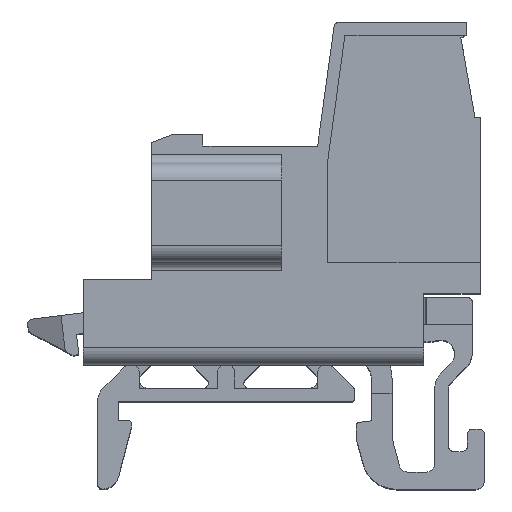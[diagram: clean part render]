
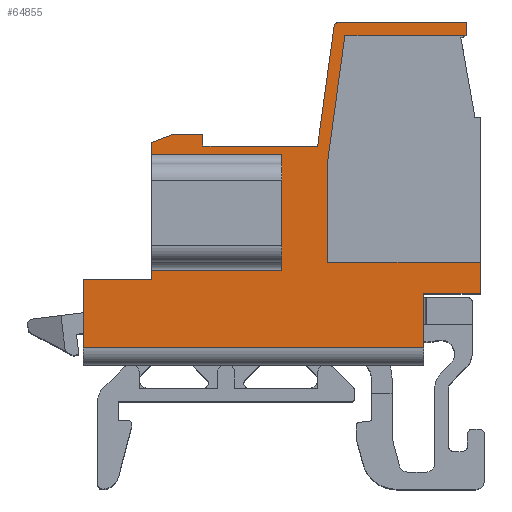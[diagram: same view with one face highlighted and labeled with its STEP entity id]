
A CAD part, top view. The second image highlights one B-rep face of the part: STEP entity #64855.
In plain terms, the highlighted planar face has unit normal (0, 0, 1).
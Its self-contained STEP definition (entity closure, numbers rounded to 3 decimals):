
#138=DIRECTION('',(0.,-1.,0.));
#139=VECTOR('',#138,3.2);
#140=CARTESIAN_POINT('',(15.9,-0.8,3.2));
#141=LINE('',#140,#139);
#4007=DIRECTION('',(0.,-1.,0.));
#4008=VECTOR('',#4007,0.5);
#4009=CARTESIAN_POINT('',(0.,0.5,3.2));
#4010=LINE('',#4009,#4008);
#4027=DIRECTION('',(0.,-1.,0.));
#4028=VECTOR('',#4027,0.7);
#4029=CARTESIAN_POINT('',(0.,8.,3.2));
#4030=LINE('',#4029,#4028);
#10012=DIRECTION('',(1.,0.,0.));
#10013=VECTOR('',#10012,7.6);
#10014=CARTESIAN_POINT('',(0.,0.5,3.2));
#10015=LINE('',#10014,#10013);
#10016=DIRECTION('',(-1.,0.,0.));
#10017=VECTOR('',#10016,7.6);
#10018=CARTESIAN_POINT('',(7.6,7.3,3.2));
#10019=LINE('',#10018,#10017);
#10020=DIRECTION('',(-0.933,-0.359,0.));
#10021=VECTOR('',#10020,1.393);
#10022=CARTESIAN_POINT('',(1.3,8.5,3.2));
#10023=LINE('',#10022,#10021);
#10024=DIRECTION('',(-1.,0.,0.));
#10025=VECTOR('',#10024,1.7);
#10026=CARTESIAN_POINT('',(3.,8.5,3.2));
#10027=LINE('',#10026,#10025);
#10028=DIRECTION('',(0.,1.,0.));
#10029=VECTOR('',#10028,0.7);
#10030=CARTESIAN_POINT('',(3.,7.8,3.2));
#10031=LINE('',#10030,#10029);
#10032=DIRECTION('',(-1.,0.,0.));
#10033=VECTOR('',#10032,6.7);
#10034=CARTESIAN_POINT('',(9.7,7.8,3.2));
#10035=LINE('',#10034,#10033);
#10036=DIRECTION('',(-0.137,-0.991,0.));
#10037=VECTOR('',#10036,7.057);
#10038=CARTESIAN_POINT('',(10.664,14.791,3.2));
#10039=LINE('',#10038,#10037);
#10040=CARTESIAN_POINT('',(10.961,14.75,3.2));
#10041=DIRECTION('',(0.,0.,1.));
#10042=DIRECTION('',(0.,1.,0.));
#10043=AXIS2_PLACEMENT_3D('',#10040,#10041,#10042);
#10045=DIRECTION('',(-1.,0.,0.));
#10046=VECTOR('',#10045,7.439);
#10047=CARTESIAN_POINT('',(18.4,15.05,3.2));
#10048=LINE('',#10047,#10046);
#10049=DIRECTION('',(0.,1.,0.));
#10050=VECTOR('',#10049,0.75);
#10051=CARTESIAN_POINT('',(18.4,14.3,3.2));
#10052=LINE('',#10051,#10050);
#10053=DIRECTION('',(0.894,0.447,0.));
#10054=VECTOR('',#10053,0.112);
#10055=CARTESIAN_POINT('',(18.3,14.25,3.2));
#10056=LINE('',#10055,#10054);
#10057=DIRECTION('',(-1.,0.,0.));
#10058=VECTOR('',#10057,7.004);
#10059=CARTESIAN_POINT('',(18.3,14.25,3.2));
#10060=LINE('',#10059,#10058);
#10061=DIRECTION('',(-0.137,-0.991,0.));
#10062=VECTOR('',#10061,7.291);
#10063=CARTESIAN_POINT('',(11.296,14.25,3.2));
#10064=LINE('',#10063,#10062);
#10065=DIRECTION('',(0.,-1.,0.));
#10066=VECTOR('',#10065,6.027);
#10067=CARTESIAN_POINT('',(10.3,7.027,3.2));
#10068=LINE('',#10067,#10066);
#10069=DIRECTION('',(-1.,0.,0.));
#10070=VECTOR('',#10069,8.9);
#10071=CARTESIAN_POINT('',(19.2,1.,3.2));
#10072=LINE('',#10071,#10070);
#10073=DIRECTION('',(-1.,0.,0.));
#10074=VECTOR('',#10073,19.9);
#10075=CARTESIAN_POINT('',(15.9,-4.,3.2));
#10076=LINE('',#10075,#10074);
#10077=DIRECTION('',(-1.,0.,0.));
#10078=VECTOR('',#10077,4.);
#10079=CARTESIAN_POINT('',(0.,0.,3.2));
#10080=LINE('',#10079,#10078);
#10113=DIRECTION('',(0.,-1.,0.));
#10114=VECTOR('',#10113,6.8);
#10115=CARTESIAN_POINT('',(7.6,7.3,3.2));
#10116=LINE('',#10115,#10114);
#30773=DIRECTION('',(-1.,0.,0.));
#30774=VECTOR('',#30773,3.3);
#30775=CARTESIAN_POINT('',(19.2,-0.8,3.2));
#30776=LINE('',#30775,#30774);
#30789=DIRECTION('',(0.,1.,0.));
#30790=VECTOR('',#30789,1.8);
#30791=CARTESIAN_POINT('',(19.2,-0.8,3.2));
#30792=LINE('',#30791,#30790);
#30875=DIRECTION('',(0.,-1.,0.));
#30876=VECTOR('',#30875,4.);
#30877=CARTESIAN_POINT('',(-4.,0.,3.2));
#30878=LINE('',#30877,#30876);
#38579=CARTESIAN_POINT('',(9.7,7.8,3.2));
#38580=CARTESIAN_POINT('',(3.,7.8,3.2));
#38581=VERTEX_POINT('',#38579);
#38582=VERTEX_POINT('',#38580);
#38583=CARTESIAN_POINT('',(3.,8.5,3.2));
#38584=VERTEX_POINT('',#38583);
#38585=CARTESIAN_POINT('',(1.3,8.5,3.2));
#38586=CARTESIAN_POINT('',(0.,8.,3.2));
#38587=VERTEX_POINT('',#38585);
#38588=VERTEX_POINT('',#38586);
#38601=CARTESIAN_POINT('',(10.3,7.027,3.2));
#38602=CARTESIAN_POINT('',(10.3,1.,3.2));
#38603=VERTEX_POINT('',#38601);
#38604=VERTEX_POINT('',#38602);
#38605=CARTESIAN_POINT('',(19.2,1.,3.2));
#38606=VERTEX_POINT('',#38605);
#38607=CARTESIAN_POINT('',(11.296,14.25,3.2));
#38608=VERTEX_POINT('',#38607);
#38619=CARTESIAN_POINT('',(18.3,14.25,3.2));
#38620=VERTEX_POINT('',#38619);
#38621=CARTESIAN_POINT('',(18.4,14.3,3.2));
#38622=VERTEX_POINT('',#38621);
#38625=CARTESIAN_POINT('',(18.4,15.05,3.2));
#38626=VERTEX_POINT('',#38625);
#38662=CARTESIAN_POINT('',(-4.,0.,3.2));
#38664=VERTEX_POINT('',#38662);
#38669=CARTESIAN_POINT('',(0.,0.,3.2));
#38670=VERTEX_POINT('',#38669);
#38672=CARTESIAN_POINT('',(-4.,-4.,3.2));
#38674=VERTEX_POINT('',#38672);
#38675=CARTESIAN_POINT('',(15.9,-4.,3.2));
#38676=VERTEX_POINT('',#38675);
#38698=CARTESIAN_POINT('',(19.2,-0.8,3.2));
#38700=VERTEX_POINT('',#38698);
#38702=CARTESIAN_POINT('',(15.9,-0.8,3.2));
#38704=VERTEX_POINT('',#38702);
#38743=CARTESIAN_POINT('',(10.961,15.05,3.2));
#38744=CARTESIAN_POINT('',(10.664,14.791,3.2));
#38745=VERTEX_POINT('',#38743);
#38746=VERTEX_POINT('',#38744);
#38897=CARTESIAN_POINT('',(0.,0.5,3.2));
#38898=CARTESIAN_POINT('',(7.6,0.5,3.2));
#38899=VERTEX_POINT('',#38897);
#38900=VERTEX_POINT('',#38898);
#38905=CARTESIAN_POINT('',(7.6,7.3,3.2));
#38906=CARTESIAN_POINT('',(0.,7.3,3.2));
#38907=VERTEX_POINT('',#38905);
#38908=VERTEX_POINT('',#38906);
#64808=CARTESIAN_POINT('',(0.,0.,3.2));
#64809=DIRECTION('',(0.,0.,1.));
#64810=DIRECTION('',(1.,0.,0.));
#64811=AXIS2_PLACEMENT_3D('',#64808,#64809,#64810);
#64812=PLANE('',#64811);
#64814=ORIENTED_EDGE('',*,*,#64813,.T.);
#64816=ORIENTED_EDGE('',*,*,#64815,.F.);
#64818=ORIENTED_EDGE('',*,*,#64817,.T.);
#64819=ORIENTED_EDGE('',*,*,#56129,.F.);
#64821=ORIENTED_EDGE('',*,*,#64820,.F.);
#64822=ORIENTED_EDGE('',*,*,#63905,.F.);
#64824=ORIENTED_EDGE('',*,*,#64823,.F.);
#64826=ORIENTED_EDGE('',*,*,#64825,.F.);
#64828=ORIENTED_EDGE('',*,*,#64827,.F.);
#64830=ORIENTED_EDGE('',*,*,#64829,.F.);
#64831=ORIENTED_EDGE('',*,*,#49842,.F.);
#64832=ORIENTED_EDGE('',*,*,#55642,.F.);
#64833=ORIENTED_EDGE('',*,*,#55621,.F.);
#64835=ORIENTED_EDGE('',*,*,#64834,.T.);
#64837=ORIENTED_EDGE('',*,*,#64836,.T.);
#64839=ORIENTED_EDGE('',*,*,#64838,.T.);
#64841=ORIENTED_EDGE('',*,*,#64840,.F.);
#64843=ORIENTED_EDGE('',*,*,#64842,.F.);
#64845=ORIENTED_EDGE('',*,*,#64844,.T.);
#64846=ORIENTED_EDGE('',*,*,#46745,.T.);
#64848=ORIENTED_EDGE('',*,*,#64847,.T.);
#64850=ORIENTED_EDGE('',*,*,#64849,.F.);
#64851=ORIENTED_EDGE('',*,*,#64639,.F.);
#64852=ORIENTED_EDGE('',*,*,#56113,.F.);
#64853=EDGE_LOOP('',(#64814,#64816,#64818,#64819,#64821,#64822,#64824,#64826,
#64828,#64830,#64831,#64832,#64833,#64835,#64837,#64839,#64841,#64843,#64845,
#64846,#64848,#64850,#64851,#64852));
#64854=FACE_OUTER_BOUND('',#64853,.F.);
#64855=ADVANCED_FACE('',(#64854),#64812,.T.);
#10044=CIRCLE('',#10043,0.3);
#46745=EDGE_CURVE('',#38704,#38676,#141,.T.);
#49842=EDGE_CURVE('',#38626,#38745,#10048,.T.);
#55621=EDGE_CURVE('',#38620,#38622,#10056,.T.);
#55642=EDGE_CURVE('',#38622,#38626,#10052,.T.);
#56113=EDGE_CURVE('',#38899,#38670,#4010,.T.);
#56129=EDGE_CURVE('',#38588,#38908,#4030,.T.);
#63905=EDGE_CURVE('',#38584,#38587,#10027,.T.);
#64639=EDGE_CURVE('',#38670,#38664,#10080,.T.);
#64813=EDGE_CURVE('',#38899,#38900,#10015,.T.);
#64815=EDGE_CURVE('',#38907,#38900,#10116,.T.);
#64817=EDGE_CURVE('',#38907,#38908,#10019,.T.);
#64820=EDGE_CURVE('',#38587,#38588,#10023,.T.);
#64823=EDGE_CURVE('',#38582,#38584,#10031,.T.);
#64825=EDGE_CURVE('',#38581,#38582,#10035,.T.);
#64827=EDGE_CURVE('',#38746,#38581,#10039,.T.);
#64829=EDGE_CURVE('',#38745,#38746,#10044,.T.);
#64834=EDGE_CURVE('',#38620,#38608,#10060,.T.);
#64836=EDGE_CURVE('',#38608,#38603,#10064,.T.);
#64838=EDGE_CURVE('',#38603,#38604,#10068,.T.);
#64840=EDGE_CURVE('',#38606,#38604,#10072,.T.);
#64842=EDGE_CURVE('',#38700,#38606,#30792,.T.);
#64844=EDGE_CURVE('',#38700,#38704,#30776,.T.);
#64847=EDGE_CURVE('',#38676,#38674,#10076,.T.);
#64849=EDGE_CURVE('',#38664,#38674,#30878,.T.);
